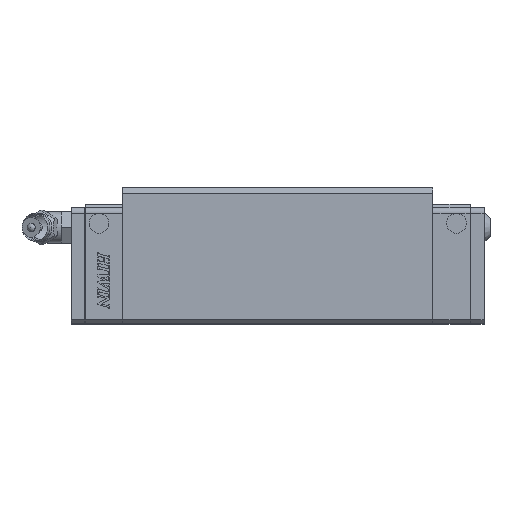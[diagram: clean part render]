
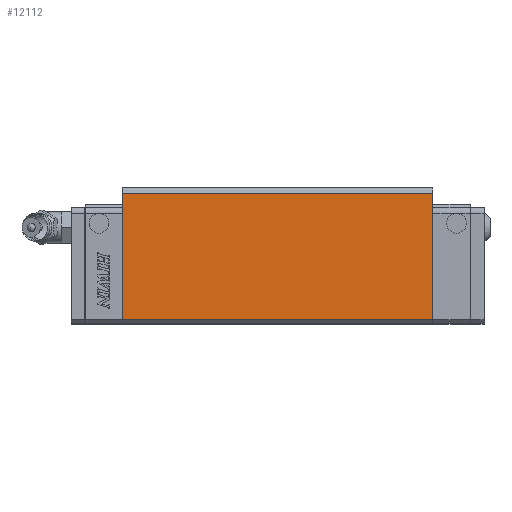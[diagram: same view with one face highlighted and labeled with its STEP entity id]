
A CAD part, top view. The second image highlights one B-rep face of the part: STEP entity #12112.
In plain terms, the highlighted face is planar.
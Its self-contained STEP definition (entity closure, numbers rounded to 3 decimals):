
#571=FACE_OUTER_BOUND('',#1230,.T.);
#1230=EDGE_LOOP('',(#9455,#9456,#9457,#9458));
#2567=LINE('',#18538,#3978);
#2663=LINE('',#18762,#4074);
#2665=LINE('',#18765,#4076);
#2667=LINE('',#18769,#4078);
#3978=VECTOR('',#15017,32.);
#4074=VECTOR('',#15201,32.);
#4076=VECTOR('',#15205,78.6);
#4078=VECTOR('',#15211,78.6);
#5265=VERTEX_POINT('',#18535);
#5266=VERTEX_POINT('',#18537);
#5349=VERTEX_POINT('',#18759);
#5350=VERTEX_POINT('',#18761);
#6708=EDGE_CURVE('',#5265,#5266,#2567,.T.);
#6820=EDGE_CURVE('',#5349,#5350,#2663,.T.);
#6822=EDGE_CURVE('',#5350,#5265,#2665,.T.);
#6824=EDGE_CURVE('',#5349,#5266,#2667,.T.);
#9455=ORIENTED_EDGE('',*,*,#6820,.F.);
#9456=ORIENTED_EDGE('',*,*,#6824,.T.);
#9457=ORIENTED_EDGE('',*,*,#6708,.F.);
#9458=ORIENTED_EDGE('',*,*,#6822,.F.);
#11554=PLANE('',#13017);
#12112=ADVANCED_FACE('',(#571),#11554,.F.);
#13017=AXIS2_PLACEMENT_3D('',#18768,#15209,#15210);
#15017=DIRECTION('',(0.,1.,0.));
#15201=DIRECTION('',(0.,-1.,0.));
#15205=DIRECTION('',(0.,0.,1.));
#15209=DIRECTION('center_axis',(-1.,0.,0.));
#15210=DIRECTION('ref_axis',(0.,0.,1.));
#15211=DIRECTION('',(0.,0.,1.));
#18535=CARTESIAN_POINT('',(24.,6.5,39.3));
#18537=CARTESIAN_POINT('',(24.,38.5,39.3));
#18538=CARTESIAN_POINT('',(24.,6.5,39.3));
#18759=CARTESIAN_POINT('',(24.,38.5,-39.3));
#18761=CARTESIAN_POINT('',(24.,6.5,-39.3));
#18762=CARTESIAN_POINT('',(24.,38.5,-39.3));
#18765=CARTESIAN_POINT('',(24.,6.5,-39.3));
#18768=CARTESIAN_POINT('Origin',(24.,40.,98.412));
#18769=CARTESIAN_POINT('',(24.,38.5,-39.3));
